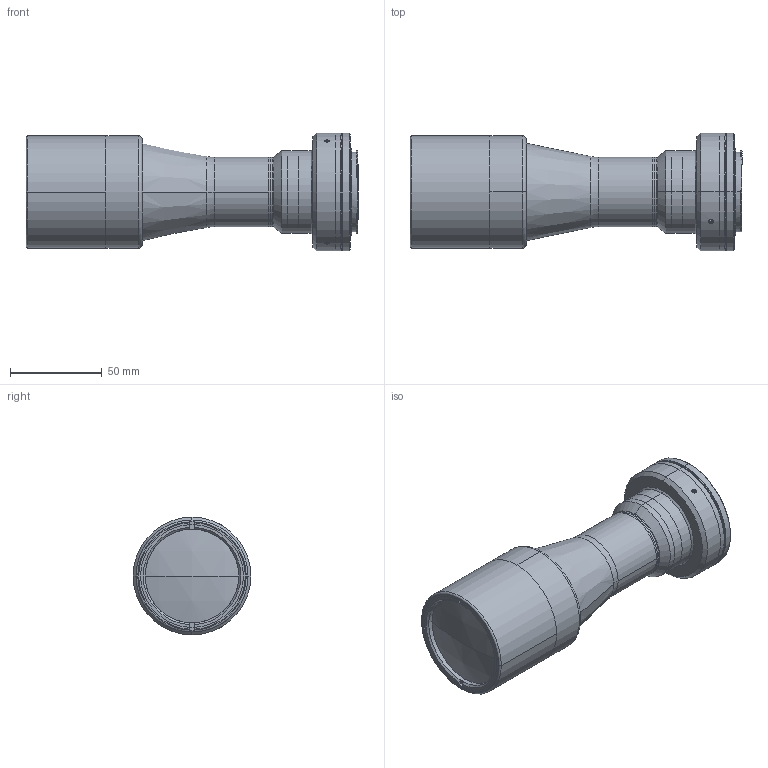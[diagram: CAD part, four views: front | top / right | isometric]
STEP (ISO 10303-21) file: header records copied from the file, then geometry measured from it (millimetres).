
FILE_DESCRIPTION (( 'STEP AP203' ), '1' );
FILE_NAME ('DP32074-A_TC10M036-F.step', '2022-12-06T16:18:27', ( '' ), ( '' ), 'SwSTEP 2.0', 'SolidWorks 2021', '' );
FILE_SCHEMA (( 'CONFIG_CONTROL_DESIGN' ));
Length unit declared in the file: millimetre
Products named in the file (1): DP32074-A_TC10M036-F
Bounding box: 180.59 x 64 x 64 mm (x, y, z)
Surface area: 51558.5 mm2 (no closed solid volume)
Topology: 0 solids, 22 shells, 146 faces, 413 edges, 288 vertices
Faces by surface type: cylinder 67, plane 46, cone 25, torus 6, sphere 2
Entity records: 5077 total; most frequent: CARTESIAN_POINT 1118, DIRECTION 902, ORIENTED_EDGE 661, EDGE_CURVE 413, AXIS2_PLACEMENT_3D 368, VERTEX_POINT 288, CIRCLE 221, EDGE_LOOP 177
